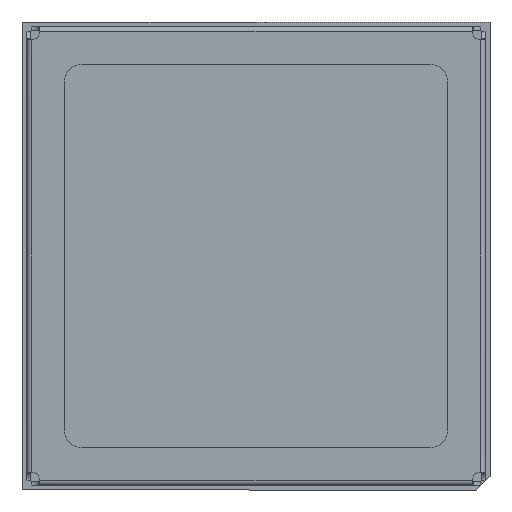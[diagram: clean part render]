
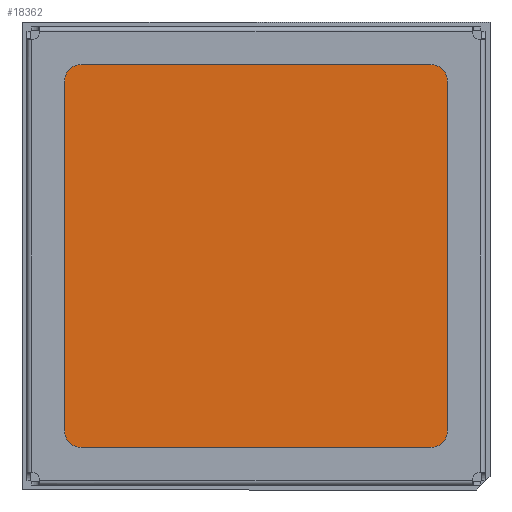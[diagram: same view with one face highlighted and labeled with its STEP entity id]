
A CAD part, front view. The second image highlights one B-rep face of the part: STEP entity #18362.
In plain terms, the highlighted planar face has unit normal (0, -1, 0).
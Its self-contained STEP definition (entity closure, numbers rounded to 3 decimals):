
#1293 = LINE ( 'NONE', #10805, #4957 ) ;
#3097 = DIRECTION ( 'NONE',  ( 0., 0., -1. ) ) ;
#3413 = EDGE_LOOP ( 'NONE', ( #17342, #35737, #39506, #12784, #3724, #10516, #36913, #25007 ) ) ;
#3724 = ORIENTED_EDGE ( 'NONE', *, *, #38553, .T. ) ;
#4602 = EDGE_CURVE ( 'NONE', #21555, #17222, #1293, .T. ) ;
#4663 = EDGE_CURVE ( 'NONE', #38552, #6636, #43935, .T. ) ;
#4957 = VECTOR ( 'NONE', #46089, 1000. ) ;
#5702 = DIRECTION ( 'NONE',  ( 0., 0., 1. ) ) ;
#5729 = DIRECTION ( 'NONE',  ( 1., 0., 0. ) ) ;
#5868 = DIRECTION ( 'NONE',  ( 0., 0., -1. ) ) ;
#6636 = VERTEX_POINT ( 'NONE', #32090 ) ;
#6963 = AXIS2_PLACEMENT_3D ( 'NONE', #17852, #10398, #41274 ) ;
#7564 = CARTESIAN_POINT ( 'NONE',  ( 10.535, -1.5, -11.535 ) ) ;
#9141 = DIRECTION ( 'NONE',  ( 0., -1., 0. ) ) ;
#10398 = DIRECTION ( 'NONE',  ( 0., -1., 0. ) ) ;
#10516 = ORIENTED_EDGE ( 'NONE', *, *, #4602, .T. ) ;
#10805 = CARTESIAN_POINT ( 'NONE',  ( -11.535, -1.5, -10.535 ) ) ;
#11118 = CIRCLE ( 'NONE', #23731, 1. ) ;
#11899 = LINE ( 'NONE', #21209, #42870 ) ;
#12784 = ORIENTED_EDGE ( 'NONE', *, *, #4663, .T. ) ;
#16190 = EDGE_CURVE ( 'NONE', #48807, #30114, #11899, .T. ) ;
#17222 = VERTEX_POINT ( 'NONE', #39562 ) ;
#17279 = EDGE_CURVE ( 'NONE', #20241, #38552, #11118, .T. ) ;
#17342 = ORIENTED_EDGE ( 'NONE', *, *, #46111, .T. ) ;
#17462 = CARTESIAN_POINT ( 'NONE',  ( 10.535, -1.5, 10.535 ) ) ;
#17657 = CIRCLE ( 'NONE', #6963, 1. ) ;
#17852 = CARTESIAN_POINT ( 'NONE',  ( -10.535, -1.5, 10.535 ) ) ;
#18362 = ADVANCED_FACE ( 'NONE', ( #20754 ), #32268, .T. ) ;
#18772 = DIRECTION ( 'NONE',  ( 0., -1., 0. ) ) ;
#20241 = VERTEX_POINT ( 'NONE', #34082 ) ;
#20718 = CARTESIAN_POINT ( 'NONE',  ( -10.535, -1.5, -11.535 ) ) ;
#20754 = FACE_OUTER_BOUND ( 'NONE', #3413, .T. ) ;
#21209 = CARTESIAN_POINT ( 'NONE',  ( 10.535, -1.5, -11.535 ) ) ;
#21555 = VERTEX_POINT ( 'NONE', #48004 ) ;
#23231 = AXIS2_PLACEMENT_3D ( 'NONE', #47542, #9141, #28011 ) ;
#23731 = AXIS2_PLACEMENT_3D ( 'NONE', #17462, #48183, #48351 ) ;
#25007 = ORIENTED_EDGE ( 'NONE', *, *, #16190, .T. ) ;
#27422 = DIRECTION ( 'NONE',  ( -1., 0., 0. ) ) ;
#27988 = CARTESIAN_POINT ( 'NONE',  ( 11.535, -1.5, -10.535 ) ) ;
#28011 = DIRECTION ( 'NONE',  ( 0., 0., 1. ) ) ;
#28676 = CARTESIAN_POINT ( 'NONE',  ( 11.535, -1.5, -10.535 ) ) ;
#30114 = VERTEX_POINT ( 'NONE', #7564 ) ;
#32090 = CARTESIAN_POINT ( 'NONE',  ( -10.535, -1.5, 11.535 ) ) ;
#32268 = PLANE ( 'NONE',  #40411 ) ;
#32619 = VECTOR ( 'NONE', #5702, 1000. ) ;
#33834 = CIRCLE ( 'NONE', #23231, 1. ) ;
#34082 = CARTESIAN_POINT ( 'NONE',  ( 11.535, -1.5, 10.535 ) ) ;
#35393 = VECTOR ( 'NONE', #27422, 1000. ) ;
#35469 = EDGE_CURVE ( 'NONE', #45729, #20241, #48987, .T. ) ;
#35737 = ORIENTED_EDGE ( 'NONE', *, *, #35469, .T. ) ;
#36205 = EDGE_CURVE ( 'NONE', #17222, #48807, #33834, .T. ) ;
#36913 = ORIENTED_EDGE ( 'NONE', *, *, #36205, .T. ) ;
#38552 = VERTEX_POINT ( 'NONE', #48077 ) ;
#38553 = EDGE_CURVE ( 'NONE', #6636, #21555, #17657, .T. ) ;
#38972 = CARTESIAN_POINT ( 'NONE',  ( 10.535, -1.5, 11.535 ) ) ;
#39506 = ORIENTED_EDGE ( 'NONE', *, *, #17279, .T. ) ;
#39562 = CARTESIAN_POINT ( 'NONE',  ( -11.535, -1.5, -10.535 ) ) ;
#40217 = DIRECTION ( 'NONE',  ( 0., -1., 0. ) ) ;
#40411 = AXIS2_PLACEMENT_3D ( 'NONE', #47861, #40217, #5868 ) ;
#41274 = DIRECTION ( 'NONE',  ( 0., 0., -1. ) ) ;
#42870 = VECTOR ( 'NONE', #5729, 1000. ) ;
#43935 = LINE ( 'NONE', #38972, #35393 ) ;
#44697 = AXIS2_PLACEMENT_3D ( 'NONE', #49642, #18772, #3097 ) ;
#45729 = VERTEX_POINT ( 'NONE', #27988 ) ;
#46089 = DIRECTION ( 'NONE',  ( 0., 0., -1. ) ) ;
#46111 = EDGE_CURVE ( 'NONE', #30114, #45729, #46862, .T. ) ;
#46862 = CIRCLE ( 'NONE', #44697, 1. ) ;
#47542 = CARTESIAN_POINT ( 'NONE',  ( -10.535, -1.5, -10.535 ) ) ;
#47861 = CARTESIAN_POINT ( 'NONE',  ( 10.535, -1.5, -10.535 ) ) ;
#48004 = CARTESIAN_POINT ( 'NONE',  ( -11.535, -1.5, 10.535 ) ) ;
#48077 = CARTESIAN_POINT ( 'NONE',  ( 10.535, -1.5, 11.535 ) ) ;
#48183 = DIRECTION ( 'NONE',  ( 0., -1., 0. ) ) ;
#48351 = DIRECTION ( 'NONE',  ( 0., 0., -1. ) ) ;
#48807 = VERTEX_POINT ( 'NONE', #20718 ) ;
#48987 = LINE ( 'NONE', #28676, #32619 ) ;
#49642 = CARTESIAN_POINT ( 'NONE',  ( 10.535, -1.5, -10.535 ) ) ;
